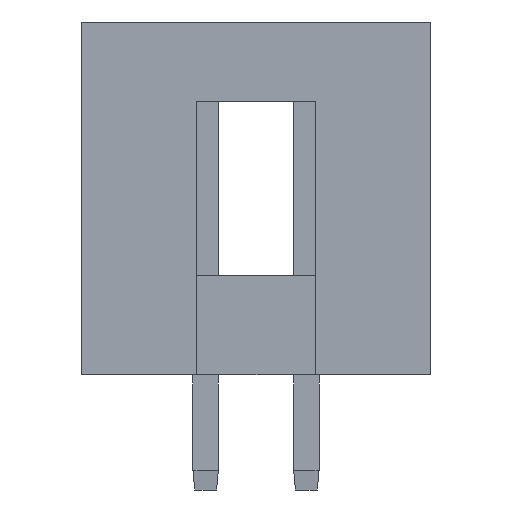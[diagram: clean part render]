
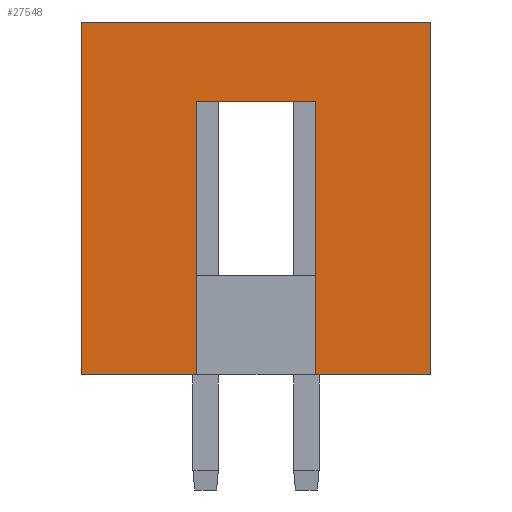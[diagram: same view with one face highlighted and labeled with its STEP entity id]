
A CAD part, left-side view. The second image highlights one B-rep face of the part: STEP entity #27548.
In plain terms, the highlighted planar face has unit normal (-1, 0, 0).
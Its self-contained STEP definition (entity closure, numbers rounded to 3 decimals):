
#855 = CARTESIAN_POINT ( 'NONE',  ( -80.15, -4.13, 8.9 ) ) ;
#1201 = VECTOR ( 'NONE', #10688, 1000. ) ;
#1231 = ORIENTED_EDGE ( 'NONE', *, *, #31448, .T. ) ;
#1806 = CARTESIAN_POINT ( 'NONE',  ( -80.15, 4.67, 0. ) ) ;
#3167 = DIRECTION ( 'NONE',  ( 0., -1., 0. ) ) ;
#6138 = DIRECTION ( 'NONE',  ( 0., 0., -1. ) ) ;
#6870 = CARTESIAN_POINT ( 'NONE',  ( -80.15, -4.13, 2.5 ) ) ;
#7448 = VERTEX_POINT ( 'NONE', #15795 ) ;
#7844 = VERTEX_POINT ( 'NONE', #35783 ) ;
#7915 = EDGE_CURVE ( 'NONE', #44529, #43324, #16602, .T. ) ;
#8990 = CARTESIAN_POINT ( 'NONE',  ( -80.15, 1.77, 0. ) ) ;
#10688 = DIRECTION ( 'NONE',  ( 0., 0., -1. ) ) ;
#11498 = DIRECTION ( 'NONE',  ( 0., -1., 0. ) ) ;
#12918 = ORIENTED_EDGE ( 'NONE', *, *, #7915, .F. ) ;
#13075 = ORIENTED_EDGE ( 'NONE', *, *, #40039, .T. ) ;
#13997 = CARTESIAN_POINT ( 'NONE',  ( -80.15, 4.67, 2.5 ) ) ;
#14492 = EDGE_CURVE ( 'NONE', #15239, #43324, #27557, .T. ) ;
#14990 = VECTOR ( 'NONE', #3167, 1000. ) ;
#15094 = VERTEX_POINT ( 'NONE', #855 ) ;
#15239 = VERTEX_POINT ( 'NONE', #1806 ) ;
#15429 = VECTOR ( 'NONE', #6138, 1000. ) ;
#15508 = VECTOR ( 'NONE', #18831, 1000. ) ;
#15795 = CARTESIAN_POINT ( 'NONE',  ( -80.15, -4.13, 0. ) ) ;
#16602 = LINE ( 'NONE', #24890, #15429 ) ;
#17360 = AXIS2_PLACEMENT_3D ( 'NONE', #13997, #40286, #17825 ) ;
#17670 = PLANE ( 'NONE',  #17360 ) ;
#17825 = DIRECTION ( 'NONE',  ( 0., 0., -1. ) ) ;
#18373 = CARTESIAN_POINT ( 'NONE',  ( -80.15, -1.23, 0. ) ) ;
#18831 = DIRECTION ( 'NONE',  ( 0., 0., -1. ) ) ;
#20441 = VERTEX_POINT ( 'NONE', #18373 ) ;
#22844 = VECTOR ( 'NONE', #11498, 1000. ) ;
#23542 = EDGE_CURVE ( 'NONE', #7844, #15239, #44314, .T. ) ;
#24890 = CARTESIAN_POINT ( 'NONE',  ( -80.15, 1.77, 6.9 ) ) ;
#25101 = DIRECTION ( 'NONE',  ( 0., 1., 0. ) ) ;
#25403 = EDGE_CURVE ( 'NONE', #43226, #44529, #42451, .T. ) ;
#26160 = LINE ( 'NONE', #29524, #14990 ) ;
#26717 = LINE ( 'NONE', #35212, #36743 ) ;
#27548 = ADVANCED_FACE ( 'NONE', ( #29058 ), #17670, .F. ) ;
#27557 = LINE ( 'NONE', #37150, #36408 ) ;
#29058 = FACE_OUTER_BOUND ( 'NONE', #46194, .T. ) ;
#29524 = CARTESIAN_POINT ( 'NONE',  ( -80.15, 4.67, 0. ) ) ;
#30089 = EDGE_CURVE ( 'NONE', #7844, #15094, #36384, .T. ) ;
#30224 = CARTESIAN_POINT ( 'NONE',  ( -80.15, 4.67, 8.9 ) ) ;
#31265 = LINE ( 'NONE', #6870, #1201 ) ;
#31448 = EDGE_CURVE ( 'NONE', #43226, #20441, #26717, .T. ) ;
#34164 = CARTESIAN_POINT ( 'NONE',  ( -80.15, -1.23, 6.9 ) ) ;
#35212 = CARTESIAN_POINT ( 'NONE',  ( -80.15, -1.23, 6.9 ) ) ;
#35783 = CARTESIAN_POINT ( 'NONE',  ( -80.15, 4.67, 8.9 ) ) ;
#36384 = LINE ( 'NONE', #30224, #22844 ) ;
#36408 = VECTOR ( 'NONE', #48873, 1000. ) ;
#36743 = VECTOR ( 'NONE', #38825, 1000. ) ;
#37014 = ORIENTED_EDGE ( 'NONE', *, *, #25403, .F. ) ;
#37150 = CARTESIAN_POINT ( 'NONE',  ( -80.15, 4.67, 0. ) ) ;
#38526 = EDGE_CURVE ( 'NONE', #15094, #7448, #31265, .T. ) ;
#38825 = DIRECTION ( 'NONE',  ( 0., 0., -1. ) ) ;
#40039 = EDGE_CURVE ( 'NONE', #20441, #7448, #26160, .T. ) ;
#40286 = DIRECTION ( 'NONE',  ( 1., 0., 0. ) ) ;
#41289 = VECTOR ( 'NONE', #25101, 1000. ) ;
#41319 = CARTESIAN_POINT ( 'NONE',  ( -80.15, 4.67, 2.5 ) ) ;
#42451 = LINE ( 'NONE', #47846, #41289 ) ;
#42594 = CARTESIAN_POINT ( 'NONE',  ( -80.15, 1.77, 6.9 ) ) ;
#43226 = VERTEX_POINT ( 'NONE', #34164 ) ;
#43324 = VERTEX_POINT ( 'NONE', #8990 ) ;
#43881 = ORIENTED_EDGE ( 'NONE', *, *, #23542, .T. ) ;
#44314 = LINE ( 'NONE', #41319, #15508 ) ;
#44529 = VERTEX_POINT ( 'NONE', #42594 ) ;
#45333 = ORIENTED_EDGE ( 'NONE', *, *, #38526, .F. ) ;
#45798 = ORIENTED_EDGE ( 'NONE', *, *, #14492, .T. ) ;
#46194 = EDGE_LOOP ( 'NONE', ( #37014, #1231, #13075, #45333, #48764, #43881, #45798, #12918 ) ) ;
#47846 = CARTESIAN_POINT ( 'NONE',  ( -80.15, 1.77, 6.9 ) ) ;
#48764 = ORIENTED_EDGE ( 'NONE', *, *, #30089, .F. ) ;
#48873 = DIRECTION ( 'NONE',  ( 0., -1., 0. ) ) ;
